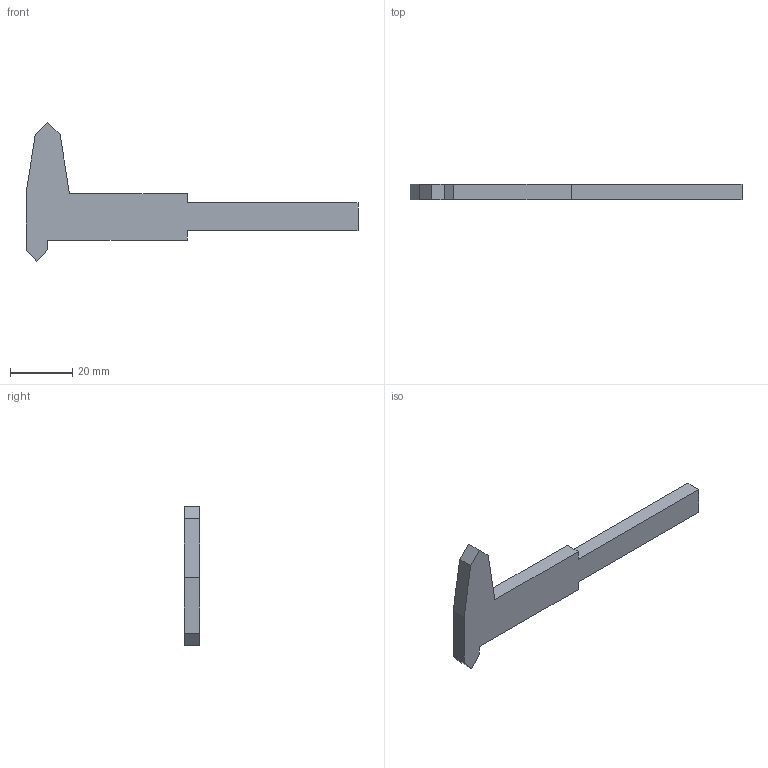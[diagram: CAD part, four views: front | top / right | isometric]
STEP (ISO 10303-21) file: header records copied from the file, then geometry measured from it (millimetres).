
FILE_DESCRIPTION((''),'2;1');
FILE_NAME('MESSCHIEBER_KLEIN','2026-02-09T09:46:09',('Samuel'),(''),'CREO PARAMETRIC BY PTC INC, 2023073','CREO PARAMETRIC BY PTC INC, 2023073','');
FILE_SCHEMA(('CONFIG_CONTROL_DESIGN'));
Length unit declared in the file: millimetre
Products named in the file (1): MESSCHIEBER_KLEIN
Bounding box: 107 x 5 x 45 mm (x, y, z)
Volume: 7675 mm3; surface area: 4517.1 mm2
Topology: 1 solids, 1 shells, 17 faces, 45 edges, 30 vertices
Faces by surface type: plane 17
Entity records: 557 total; most frequent: CARTESIAN_POINT 92, ORIENTED_EDGE 90, DIRECTION 79, VECTOR 45, LINE 45, EDGE_CURVE 45, VERTEX_POINT 30, AXIS2_PLACEMENT_3D 17
